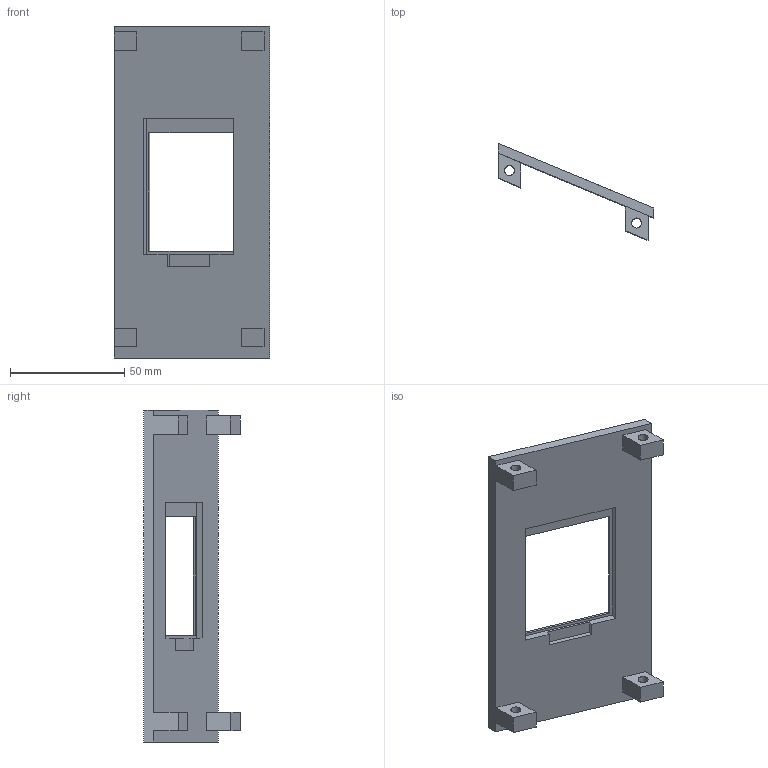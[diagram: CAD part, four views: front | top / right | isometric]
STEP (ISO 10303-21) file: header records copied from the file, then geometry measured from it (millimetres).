
FILE_DESCRIPTION (( 'STEP AP214' ), '1' );
FILE_NAME ('Box_Top.STEP', '2024-09-06T20:59:59', ( '' ), ( '' ), 'SwSTEP 2.0', 'SolidWorks 2024', '' );
FILE_SCHEMA (( 'AUTOMOTIVE_DESIGN' ));
Length unit declared in the file: millimetre
Products named in the file (1): Box_Top
Bounding box: 68.18 x 42.32 x 145.2 mm (x, y, z)
Volume: 35923.2 mm3; surface area: 21817.8 mm2
Topology: 1 solids, 1 shells, 45 faces, 120 edges, 80 vertices
Faces by surface type: plane 37, cylinder 8
Entity records: 1433 total; most frequent: CARTESIAN_POINT 246, ORIENTED_EDGE 240, DIRECTION 228, EDGE_CURVE 120, LINE 104, VECTOR 104, VERTEX_POINT 80, AXIS2_PLACEMENT_3D 62
